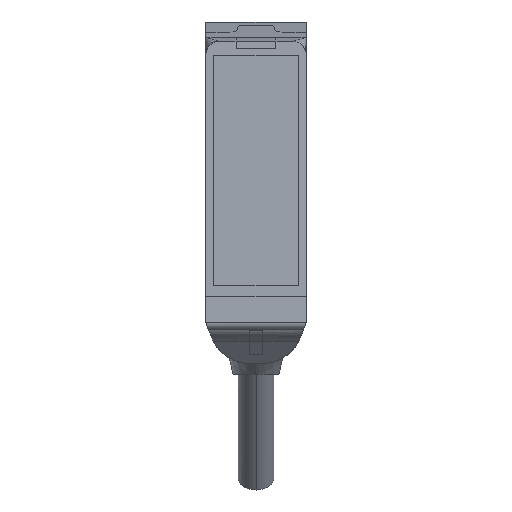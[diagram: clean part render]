
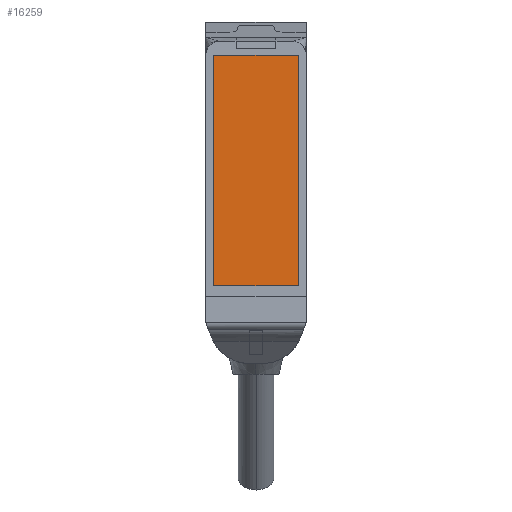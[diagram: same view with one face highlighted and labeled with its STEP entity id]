
A CAD part, top view. The second image highlights one B-rep face of the part: STEP entity #16259.
In plain terms, the highlighted planar face has unit normal (0, 0, 1).
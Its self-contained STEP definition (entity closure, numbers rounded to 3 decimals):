
#5027=DIRECTION('',(1.,0.,0.));
#5028=VECTOR('',#5027,6.2);
#5029=CARTESIAN_POINT('',(-3.1,-1.3,0.05));
#5030=LINE('',#5029,#5028);
#5031=DIRECTION('',(0.,-1.,0.));
#5032=VECTOR('',#5031,17.);
#5033=CARTESIAN_POINT('',(3.1,-1.3,0.05));
#5034=LINE('',#5033,#5032);
#5035=DIRECTION('',(-1.,0.,0.));
#5036=VECTOR('',#5035,6.2);
#5037=CARTESIAN_POINT('',(3.1,-18.3,0.05));
#5038=LINE('',#5037,#5036);
#5039=DIRECTION('',(0.,1.,0.));
#5040=VECTOR('',#5039,17.);
#5041=CARTESIAN_POINT('',(-3.1,-18.3,0.05));
#5042=LINE('',#5041,#5040);
#7845=CARTESIAN_POINT('',(-3.1,-1.3,0.05));
#7846=CARTESIAN_POINT('',(3.1,-1.3,0.05));
#7847=VERTEX_POINT('',#7845);
#7848=VERTEX_POINT('',#7846);
#7849=CARTESIAN_POINT('',(3.1,-18.3,0.05));
#7850=VERTEX_POINT('',#7849);
#7851=CARTESIAN_POINT('',(-3.1,-18.3,0.05));
#7852=VERTEX_POINT('',#7851);
#16248=CARTESIAN_POINT('',(0.,-1.3,0.05));
#16249=DIRECTION('',(0.,0.,-1.));
#16250=DIRECTION('',(1.,0.,0.));
#16251=AXIS2_PLACEMENT_3D('',#16248,#16249,#16250);
#16252=PLANE('',#16251);
#16253=ORIENTED_EDGE('',*,*,#16172,.T.);
#16254=ORIENTED_EDGE('',*,*,#16194,.T.);
#16255=ORIENTED_EDGE('',*,*,#16215,.T.);
#16256=ORIENTED_EDGE('',*,*,#16235,.T.);
#16257=EDGE_LOOP('',(#16253,#16254,#16255,#16256));
#16258=FACE_OUTER_BOUND('',#16257,.F.);
#16259=ADVANCED_FACE('',(#16258),#16252,.F.);
#16172=EDGE_CURVE('',#7847,#7848,#5030,.T.);
#16194=EDGE_CURVE('',#7848,#7850,#5034,.T.);
#16215=EDGE_CURVE('',#7850,#7852,#5038,.T.);
#16235=EDGE_CURVE('',#7852,#7847,#5042,.T.);
